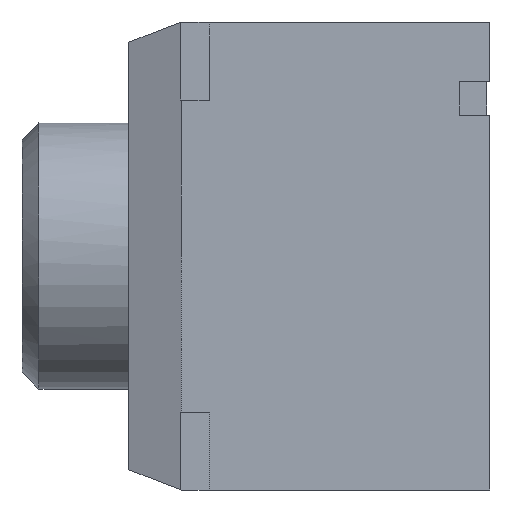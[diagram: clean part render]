
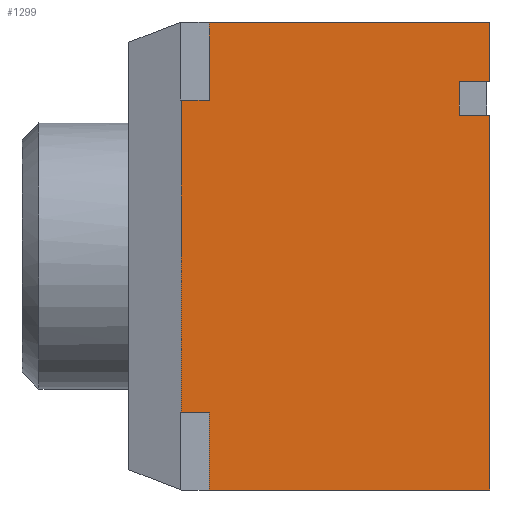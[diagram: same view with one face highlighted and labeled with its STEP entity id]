
A CAD part, left-side view. The second image highlights one B-rep face of the part: STEP entity #1299.
In plain terms, the highlighted planar face has unit normal (-1, 0, 0).
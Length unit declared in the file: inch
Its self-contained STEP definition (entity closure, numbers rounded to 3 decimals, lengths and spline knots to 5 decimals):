
#84=FACE_OUTER_BOUND($,#153,.T.);
#153=EDGE_LOOP($,(#1011,#1012,#1013,#1014,#1015,#1016,#1017,#1018,#1019,
#1020,#1021,#1022));
#264=LINE($,#1952,#430);
#269=LINE($,#1963,#435);
#274=LINE($,#1972,#440);
#277=LINE($,#1977,#443);
#280=LINE($,#1984,#446);
#281=LINE($,#1986,#447);
#282=LINE($,#1988,#448);
#283=LINE($,#1990,#449);
#284=LINE($,#1992,#450);
#285=LINE($,#1994,#451);
#286=LINE($,#1996,#452);
#287=LINE($,#1997,#453);
#430=VECTOR($,#1586,0.221);
#435=VECTOR($,#1595,0.02);
#440=VECTOR($,#1602,0.018);
#443=VECTOR($,#1609,0.018);
#446=VECTOR($,#1616,0.035);
#447=VECTOR($,#1617,0.1655);
#448=VECTOR($,#1618,0.046);
#449=VECTOR($,#1619,0.0165);
#450=VECTOR($,#1620,0.184);
#451=VECTOR($,#1621,0.0165);
#452=VECTOR($,#1622,0.046);
#453=VECTOR($,#1623,0.1655);
#582=VERTEX_POINT($,#1949);
#583=VERTEX_POINT($,#1951);
#586=VERTEX_POINT($,#1961);
#587=VERTEX_POINT($,#1962);
#590=VERTEX_POINT($,#1970);
#592=VERTEX_POINT($,#1983);
#593=VERTEX_POINT($,#1985);
#594=VERTEX_POINT($,#1987);
#595=VERTEX_POINT($,#1989);
#596=VERTEX_POINT($,#1991);
#597=VERTEX_POINT($,#1993);
#598=VERTEX_POINT($,#1995);
#732=EDGE_CURVE($,#583,#582,#264,.T.);
#737=EDGE_CURVE($,#586,#587,#269,.T.);
#742=EDGE_CURVE($,#587,#590,#274,.T.);
#745=EDGE_CURVE($,#582,#586,#277,.T.);
#748=EDGE_CURVE($,#590,#592,#280,.T.);
#749=EDGE_CURVE($,#593,#592,#281,.T.);
#750=EDGE_CURVE($,#593,#594,#282,.T.);
#751=EDGE_CURVE($,#594,#595,#283,.T.);
#752=EDGE_CURVE($,#595,#596,#284,.T.);
#753=EDGE_CURVE($,#596,#597,#285,.T.);
#754=EDGE_CURVE($,#597,#598,#286,.T.);
#755=EDGE_CURVE($,#598,#583,#287,.T.);
#1011=ORIENTED_EDGE($,*,*,#737,.T.);
#1012=ORIENTED_EDGE($,*,*,#742,.T.);
#1013=ORIENTED_EDGE($,*,*,#748,.T.);
#1014=ORIENTED_EDGE($,*,*,#749,.F.);
#1015=ORIENTED_EDGE($,*,*,#750,.T.);
#1016=ORIENTED_EDGE($,*,*,#751,.T.);
#1017=ORIENTED_EDGE($,*,*,#752,.T.);
#1018=ORIENTED_EDGE($,*,*,#753,.T.);
#1019=ORIENTED_EDGE($,*,*,#754,.T.);
#1020=ORIENTED_EDGE($,*,*,#755,.T.);
#1021=ORIENTED_EDGE($,*,*,#732,.T.);
#1022=ORIENTED_EDGE($,*,*,#745,.T.);
#1231=PLANE($,#1384);
#1299=ADVANCED_FACE($,(#84),#1231,.T.);
#1384=AXIS2_PLACEMENT_3D($,#1982,#1614,#1615);
#1586=DIRECTION($,(0.,0.,1.));
#1595=DIRECTION($,(0.,0.,1.));
#1602=DIRECTION($,(0.,-1.,0.));
#1609=DIRECTION($,(0.,1.,0.));
#1614=DIRECTION('center_axis',(-1.,0.,0.));
#1615=DIRECTION('ref_axis',(0.,0.,1.));
#1616=DIRECTION($,(0.,0.,1.));
#1617=DIRECTION($,(0.,-1.,0.));
#1618=DIRECTION($,(0.,0.,-1.));
#1619=DIRECTION($,(0.,1.,0.));
#1620=DIRECTION($,(0.,0.,-1.));
#1621=DIRECTION($,(0.,-1.,0.));
#1622=DIRECTION($,(0.,0.,-1.));
#1623=DIRECTION($,(0.,-1.,0.));
#1949=CARTESIAN_POINT('',(-0.0885,-0.213,0.083));
#1951=CARTESIAN_POINT('',(-0.0885,-0.213,-0.138));
#1952=CARTESIAN_POINT($,(-0.0885,-0.213,-0.138));
#1961=CARTESIAN_POINT('',(-0.0885,-0.195,0.083));
#1962=CARTESIAN_POINT('',(-0.0885,-0.195,0.103));
#1963=CARTESIAN_POINT($,(-0.0885,-0.195,-0.069));
#1970=CARTESIAN_POINT('',(-0.0885,-0.213,0.103));
#1972=CARTESIAN_POINT($,(-0.0885,-0.1065,0.103));
#1977=CARTESIAN_POINT($,(-0.0885,-0.1065,0.083));
#1982=CARTESIAN_POINT('Origin',(-0.0885,0.,-0.138));
#1983=CARTESIAN_POINT('',(-0.0885,-0.213,0.138));
#1984=CARTESIAN_POINT($,(-0.0885,-0.213,-0.138));
#1985=CARTESIAN_POINT('',(-0.0885,-0.0475,0.138));
#1986=CARTESIAN_POINT($,(-0.0885,0.,0.138));
#1987=CARTESIAN_POINT('',(-0.0885,-0.0475,0.092));
#1988=CARTESIAN_POINT($,(-0.0885,-0.0475,-0.06926));
#1989=CARTESIAN_POINT('',(-0.0885,-0.031,0.092));
#1990=CARTESIAN_POINT($,(-0.0885,-0.0195,0.092));
#1991=CARTESIAN_POINT('',(-0.0885,-0.031,-0.092));
#1992=CARTESIAN_POINT($,(-0.0885,-0.031,-0.069));
#1993=CARTESIAN_POINT('',(-0.0885,-0.0475,-0.092));
#1994=CARTESIAN_POINT($,(-0.0885,-0.0195,-0.092));
#1995=CARTESIAN_POINT('',(-0.0885,-0.0475,-0.138));
#1996=CARTESIAN_POINT($,(-0.0885,-0.0475,-0.06926));
#1997=CARTESIAN_POINT($,(-0.0885,0.,-0.138));
